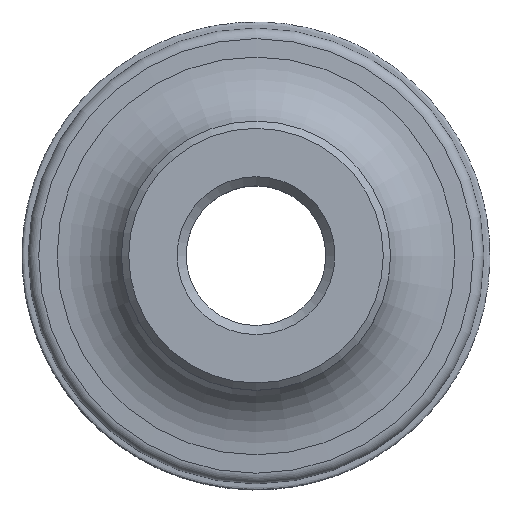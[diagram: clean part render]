
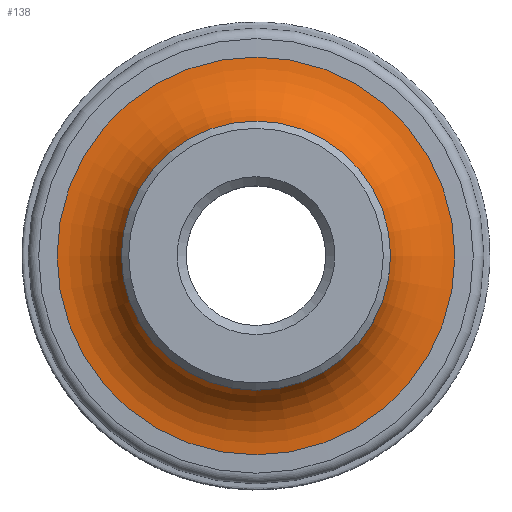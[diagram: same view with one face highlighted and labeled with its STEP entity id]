
A CAD part, top view. The second image highlights one B-rep face of the part: STEP entity #138.
In plain terms, the highlighted toroidal (fillet/blend) face has major radius 55 mm and minor radius 20 mm.
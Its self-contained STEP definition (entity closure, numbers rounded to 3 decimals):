
#110=TOROIDAL_SURFACE('',#599,55.,20.);
#138=ADVANCED_FACE('',(#188,#189),#110,.F.);
#188=FACE_BOUND('',#245,.T.);
#189=FACE_BOUND('',#246,.T.);
#245=EDGE_LOOP('',(#301));
#246=EDGE_LOOP('',(#302));
#301=ORIENTED_EDGE('',*,*,#371,.F.);
#302=ORIENTED_EDGE('',*,*,#361,.F.);
#332=VERTEX_POINT('',#817);
#342=VERTEX_POINT('',#846);
#361=EDGE_CURVE('',#332,#332,#389,.T.);
#371=EDGE_CURVE('',#342,#342,#399,.T.);
#389=CIRCLE('',#574,54.302);
#399=CIRCLE('',#593,35.);
#574=AXIS2_PLACEMENT_3D('',#816,#670,#671);
#593=AXIS2_PLACEMENT_3D('',#845,#708,#709);
#599=AXIS2_PLACEMENT_3D('',#854,#720,#721);
#670=DIRECTION('',(0.,0.,-1.));
#671=DIRECTION('',(-1.,0.,0.));
#708=DIRECTION('',(0.,0.,1.));
#709=DIRECTION('',(-1.,0.,0.));
#720=DIRECTION('',(0.,0.,-1.));
#721=DIRECTION('',(-1.,0.,0.));
#816=CARTESIAN_POINT('',(0.,0.,-43.373));
#817=CARTESIAN_POINT('',(-54.302,0.,-43.373));
#845=CARTESIAN_POINT('',(0.,0.,-23.386));
#846=CARTESIAN_POINT('',(-35.,0.,-23.386));
#854=CARTESIAN_POINT('',(0.,0.,-23.386));
